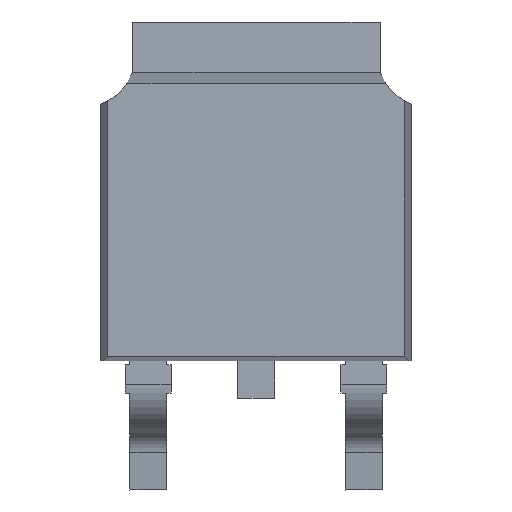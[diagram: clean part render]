
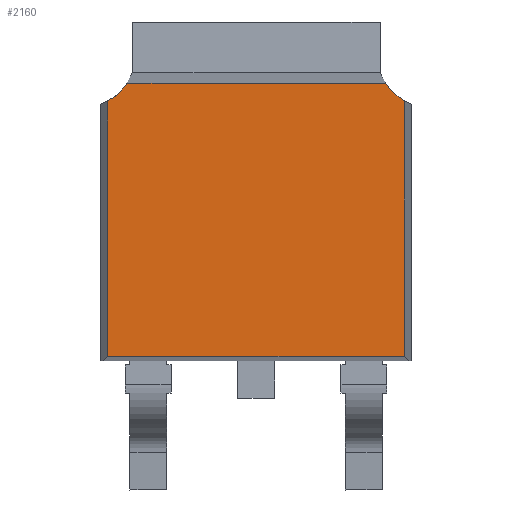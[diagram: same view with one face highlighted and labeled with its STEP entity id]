
A CAD part, top view. The second image highlights one B-rep face of the part: STEP entity #2160.
In plain terms, the highlighted planar face has unit normal (0, 0, 1).
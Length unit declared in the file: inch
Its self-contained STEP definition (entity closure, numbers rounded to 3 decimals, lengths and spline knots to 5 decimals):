
#64 = DIRECTION ( 'NONE',  ( -1., 0., 0. ) ) ;
#77 = LINE ( 'NONE', #2996, #5241 ) ;
#149 = VECTOR ( 'NONE', #3617, 39.37008 ) ;
#160 = CARTESIAN_POINT ( 'NONE',  ( 0.12363, 0.00148, 0.09016 ) ) ;
#166 = CARTESIAN_POINT ( 'NONE',  ( 0.12363, 0.09825, 0.09016 ) ) ;
#294 = DIRECTION ( 'NONE',  ( 1., 0., 0. ) ) ;
#373 = CARTESIAN_POINT ( 'NONE',  ( -0.12363, -0.11516, 0.09016 ) ) ;
#469 = EDGE_CURVE ( 'NONE', #1121, #3877, #5227, .T. ) ;
#619 = CARTESIAN_POINT ( 'NONE',  ( 0.14668, 0.13836, 0.09016 ) ) ;
#638 = ORIENTED_EDGE ( 'NONE', *, *, #4142, .T. ) ;
#709 = EDGE_CURVE ( 'NONE', #1553, #1121, #4337, .T. ) ;
#903 = ORIENTED_EDGE ( 'NONE', *, *, #3355, .T. ) ;
#941 = VECTOR ( 'NONE', #1886, 39.37008 ) ;
#1109 = AXIS2_PLACEMENT_3D ( 'NONE', #3621, #3696, #294 ) ;
#1121 = VERTEX_POINT ( 'NONE', #166 ) ;
#1243 = CARTESIAN_POINT ( 'NONE',  ( 0., 0.11294, 0.09016 ) ) ;
#1244 = DIRECTION ( 'NONE',  ( 0., 0., -1. ) ) ;
#1514 = VERTEX_POINT ( 'NONE', #2605 ) ;
#1553 = VERTEX_POINT ( 'NONE', #4007 ) ;
#1871 = VECTOR ( 'NONE', #64, 39.37008 ) ;
#1882 = FACE_OUTER_BOUND ( 'NONE', #4059, .T. ) ;
#1886 = DIRECTION ( 'NONE',  ( 0., 1., 0. ) ) ;
#2062 = AXIS2_PLACEMENT_3D ( 'NONE', #619, #5249, #2636 ) ;
#2148 = CARTESIAN_POINT ( 'NONE',  ( -0.10768, 0.11294, 0.09016 ) ) ;
#2160 = ADVANCED_FACE ( 'NONE', ( #1882 ), #2785, .T. ) ;
#2311 = AXIS2_PLACEMENT_3D ( 'NONE', #4839, #1244, #5288 ) ;
#2416 = ORIENTED_EDGE ( 'NONE', *, *, #2619, .T. ) ;
#2605 = CARTESIAN_POINT ( 'NONE',  ( -0.12363, 0.09805, 0.09016 ) ) ;
#2619 = EDGE_CURVE ( 'NONE', #3877, #4098, #3301, .T. ) ;
#2636 = DIRECTION ( 'NONE',  ( -1., 0., 0. ) ) ;
#2785 = PLANE ( 'NONE',  #1109 ) ;
#2949 = ORIENTED_EDGE ( 'NONE', *, *, #709, .T. ) ;
#2996 = CARTESIAN_POINT ( 'NONE',  ( 0., -0.11516, 0.09016 ) ) ;
#3194 = CIRCLE ( 'NONE', #2311, 0.04627 ) ;
#3301 = LINE ( 'NONE', #1243, #1871 ) ;
#3355 = EDGE_CURVE ( 'NONE', #4098, #1514, #3194, .T. ) ;
#3583 = VERTEX_POINT ( 'NONE', #373 ) ;
#3617 = DIRECTION ( 'NONE',  ( 0., -1., 0. ) ) ;
#3621 = CARTESIAN_POINT ( 'NONE',  ( 0., 0.00148, 0.09016 ) ) ;
#3696 = DIRECTION ( 'NONE',  ( 0., 0., 1. ) ) ;
#3877 = VERTEX_POINT ( 'NONE', #5270 ) ;
#4007 = CARTESIAN_POINT ( 'NONE',  ( 0.12363, -0.11516, 0.09016 ) ) ;
#4039 = ORIENTED_EDGE ( 'NONE', *, *, #4929, .T. ) ;
#4059 = EDGE_LOOP ( 'NONE', ( #4837, #2416, #903, #638, #4039, #2949 ) ) ;
#4098 = VERTEX_POINT ( 'NONE', #2148 ) ;
#4142 = EDGE_CURVE ( 'NONE', #1514, #3583, #4866, .T. ) ;
#4337 = LINE ( 'NONE', #160, #941 ) ;
#4758 = CARTESIAN_POINT ( 'NONE',  ( -0.12363, 0.00148, 0.09016 ) ) ;
#4837 = ORIENTED_EDGE ( 'NONE', *, *, #469, .T. ) ;
#4839 = CARTESIAN_POINT ( 'NONE',  ( -0.14634, 0.13836, 0.09016 ) ) ;
#4866 = LINE ( 'NONE', #4758, #149 ) ;
#4929 = EDGE_CURVE ( 'NONE', #3583, #1553, #77, .T. ) ;
#5078 = DIRECTION ( 'NONE',  ( 1., 0., 0. ) ) ;
#5227 = CIRCLE ( 'NONE', #2062, 0.04626 ) ;
#5241 = VECTOR ( 'NONE', #5078, 39.37008 ) ;
#5249 = DIRECTION ( 'NONE',  ( 0., 0., -1. ) ) ;
#5270 = CARTESIAN_POINT ( 'NONE',  ( 0.10803, 0.11294, 0.09016 ) ) ;
#5288 = DIRECTION ( 'NONE',  ( -1., 0., 0. ) ) ;
